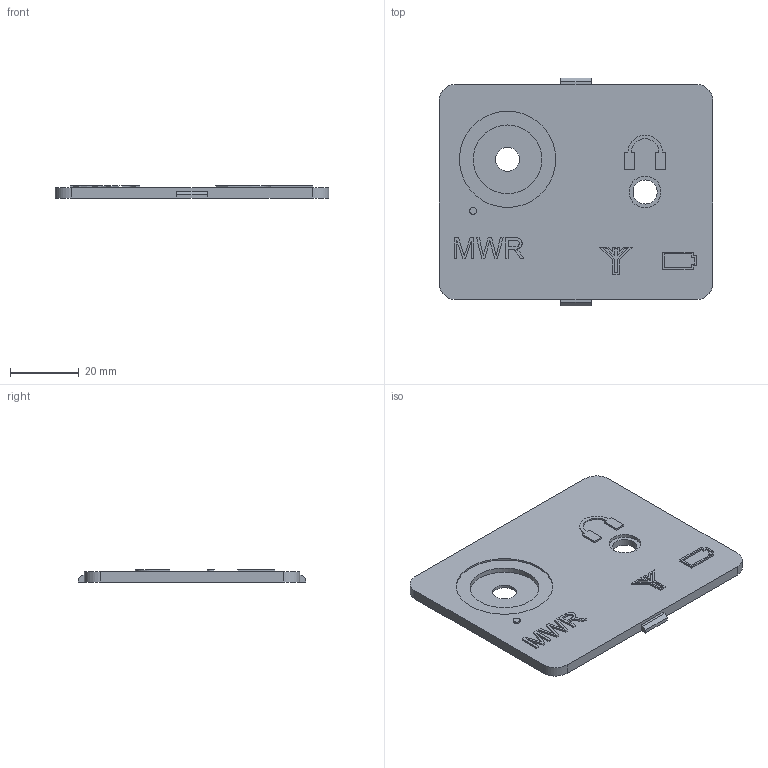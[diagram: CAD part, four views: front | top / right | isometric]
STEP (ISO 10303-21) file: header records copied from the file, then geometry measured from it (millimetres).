
FILE_DESCRIPTION(/* description */ (''),/* implementation_level */ '2;1');
FILE_NAME(/* name */ 'face.step',/* time_stamp */ '2022-05-05T11:17:30+01:00',/* author */ (''),/* organization */ (''),/* preprocessor_version */ 'ST-DEVELOPER v18.1',/* originating_system */ 'Autodesk Translation Framework v10.14.0.1471',/* authorisation */ '');
FILE_SCHEMA (('AUTOMOTIVE_DESIGN { 1 0 10303 214 3 1 1 }'));
Length unit declared in the file: millimetre
Products named in the file (1): Radio_v9
Bounding box: 79.6 x 66.2 x 3.5 mm (x, y, z)
Volume: 13985.9 mm3; surface area: 11116.2 mm2
Topology: 1 solids, 1 shells, 157 faces, 419 edges, 279 vertices
Faces by surface type: plane 118, bspline 25, cylinder 14
Full cylindrical faces by diameter (mm): 2 x1, 4 x2, 7 x2, 9.2 x1, 20 x1, 28 x1
Entity records: 5132 total; most frequent: CARTESIAN_POINT 1290, ORIENTED_EDGE 838, DIRECTION 667, EDGE_CURVE 419, LINE 341, VECTOR 341, VERTEX_POINT 279, EDGE_LOOP 176
